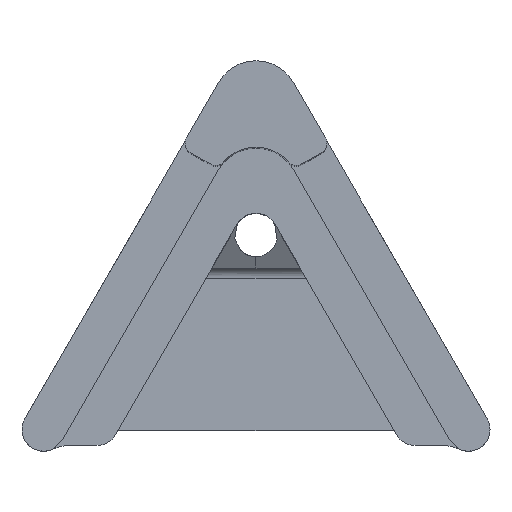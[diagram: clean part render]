
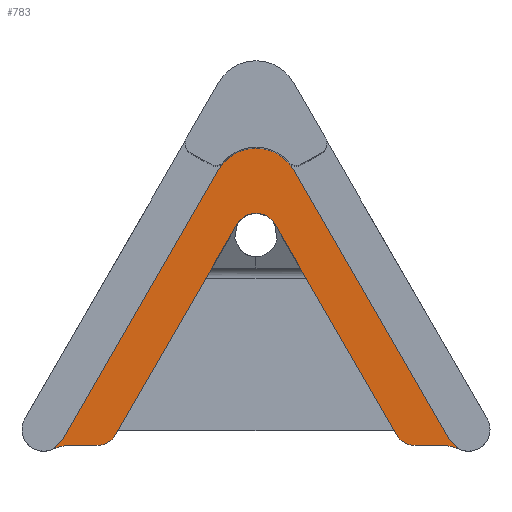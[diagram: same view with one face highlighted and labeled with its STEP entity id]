
A CAD part, top view. The second image highlights one B-rep face of the part: STEP entity #783.
In plain terms, the highlighted planar face has unit normal (0, 0, 1).
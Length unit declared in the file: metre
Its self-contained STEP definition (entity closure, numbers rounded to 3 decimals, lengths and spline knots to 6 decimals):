
#57=CIRCLE('',#853,0.004);
#58=CIRCLE('',#854,0.004);
#59=CIRCLE('',#855,0.002);
#60=CIRCLE('',#856,0.004);
#61=CIRCLE('',#857,0.002);
#62=CIRCLE('',#858,0.002);
#63=CIRCLE('',#859,0.002);
#64=CIRCLE('',#860,0.004);
#65=CIRCLE('',#861,0.002);
#66=CIRCLE('',#862,0.004);
#142=ORIENTED_EDGE('',*,*,#376,.F.);
#143=ORIENTED_EDGE('',*,*,#377,.T.);
#144=ORIENTED_EDGE('',*,*,#378,.F.);
#145=ORIENTED_EDGE('',*,*,#379,.T.);
#146=ORIENTED_EDGE('',*,*,#380,.F.);
#147=ORIENTED_EDGE('',*,*,#381,.T.);
#148=ORIENTED_EDGE('',*,*,#362,.T.);
#149=ORIENTED_EDGE('',*,*,#382,.T.);
#150=ORIENTED_EDGE('',*,*,#365,.F.);
#151=ORIENTED_EDGE('',*,*,#383,.T.);
#152=ORIENTED_EDGE('',*,*,#370,.F.);
#153=ORIENTED_EDGE('',*,*,#384,.T.);
#154=ORIENTED_EDGE('',*,*,#374,.T.);
#155=ORIENTED_EDGE('',*,*,#385,.T.);
#156=ORIENTED_EDGE('',*,*,#386,.F.);
#157=ORIENTED_EDGE('',*,*,#387,.T.);
#362=EDGE_CURVE('',#478,#479,#548,.T.);
#365=EDGE_CURVE('',#480,#481,#551,.T.);
#370=EDGE_CURVE('',#484,#485,#556,.T.);
#374=EDGE_CURVE('',#489,#488,#560,.T.);
#376=EDGE_CURVE('',#490,#491,#562,.T.);
#377=EDGE_CURVE('',#490,#492,#57,.T.);
#378=EDGE_CURVE('',#493,#492,#563,.T.);
#379=EDGE_CURVE('',#493,#494,#58,.F.);
#380=EDGE_CURVE('',#495,#494,#59,.F.);
#381=EDGE_CURVE('',#495,#478,#60,.F.);
#382=EDGE_CURVE('',#479,#481,#61,.T.);
#383=EDGE_CURVE('',#480,#485,#62,.F.);
#384=EDGE_CURVE('',#484,#489,#63,.T.);
#385=EDGE_CURVE('',#488,#496,#64,.F.);
#386=EDGE_CURVE('',#497,#496,#65,.F.);
#387=EDGE_CURVE('',#497,#491,#66,.F.);
#478=VERTEX_POINT('',#1249);
#479=VERTEX_POINT('',#1250);
#480=VERTEX_POINT('',#1255);
#481=VERTEX_POINT('',#1256);
#484=VERTEX_POINT('',#1264);
#485=VERTEX_POINT('',#1266);
#488=VERTEX_POINT('',#1273);
#489=VERTEX_POINT('',#1275);
#490=VERTEX_POINT('',#1279);
#491=VERTEX_POINT('',#1280);
#492=VERTEX_POINT('',#1282);
#493=VERTEX_POINT('',#1284);
#494=VERTEX_POINT('',#1286);
#495=VERTEX_POINT('',#1288);
#496=VERTEX_POINT('',#1294);
#497=VERTEX_POINT('',#1296);
#548=LINE('',#1248,#618);
#551=LINE('',#1254,#621);
#556=LINE('',#1265,#626);
#560=LINE('',#1274,#630);
#562=LINE('',#1278,#632);
#563=LINE('',#1283,#633);
#618=VECTOR('',#984,1.);
#621=VECTOR('',#989,1.);
#626=VECTOR('',#996,1.);
#630=VECTOR('',#1002,1.);
#632=VECTOR('',#1006,1.);
#633=VECTOR('',#1009,1.);
#672=EDGE_LOOP('',(#142,#143,#144,#145,#146,#147,#148,#149,#150,#151,#152,
#153,#154,#155,#156,#157));
#717=FACE_BOUND('',#672,.T.);
#761=PLANE('',#852);
#783=ADVANCED_FACE('',(#717),#761,.T.);
#852=AXIS2_PLACEMENT_3D('',#1277,#1004,#1005);
#853=AXIS2_PLACEMENT_3D('',#1281,#1007,#1008);
#854=AXIS2_PLACEMENT_3D('',#1285,#1010,#1011);
#855=AXIS2_PLACEMENT_3D('',#1287,#1012,#1013);
#856=AXIS2_PLACEMENT_3D('',#1289,#1014,#1015);
#857=AXIS2_PLACEMENT_3D('',#1290,#1016,#1017);
#858=AXIS2_PLACEMENT_3D('',#1291,#1018,#1019);
#859=AXIS2_PLACEMENT_3D('',#1292,#1020,#1021);
#860=AXIS2_PLACEMENT_3D('',#1293,#1022,#1023);
#861=AXIS2_PLACEMENT_3D('',#1295,#1024,#1025);
#862=AXIS2_PLACEMENT_3D('',#1297,#1026,#1027);
#984=DIRECTION('',(1.,0.,0.));
#989=DIRECTION('',(-0.5,-0.866,0.));
#996=DIRECTION('',(-0.5,0.866,0.));
#1002=DIRECTION('',(1.,0.,0.));
#1004=DIRECTION('',(0.,0.,1.));
#1005=DIRECTION('',(1.,0.,0.));
#1006=DIRECTION('',(0.5,-0.866,0.));
#1007=DIRECTION('',(0.,0.,1.));
#1008=DIRECTION('',(1.,0.,0.));
#1009=DIRECTION('',(0.5,0.866,0.));
#1010=DIRECTION('',(0.,0.,1.));
#1011=DIRECTION('',(1.,0.,0.));
#1012=DIRECTION('',(0.,0.,1.));
#1013=DIRECTION('',(1.,0.,0.));
#1014=DIRECTION('',(0.,0.,1.));
#1015=DIRECTION('',(1.,0.,0.));
#1016=DIRECTION('',(0.,0.,1.));
#1017=DIRECTION('',(1.,0.,0.));
#1018=DIRECTION('',(0.,0.,1.));
#1019=DIRECTION('',(1.,0.,0.));
#1020=DIRECTION('',(0.,0.,1.));
#1021=DIRECTION('',(1.,0.,0.));
#1022=DIRECTION('',(0.,0.,1.));
#1023=DIRECTION('',(1.,0.,0.));
#1024=DIRECTION('',(0.,0.,1.));
#1025=DIRECTION('',(1.,0.,0.));
#1026=DIRECTION('',(0.,0.,1.));
#1027=DIRECTION('',(1.,0.,0.));
#1248=CARTESIAN_POINT('',(-0.015877,-0.0105,0.006));
#1249=CARTESIAN_POINT('',(-0.017172,-0.0105,0.006));
#1250=CARTESIAN_POINT('',(-0.014722,-0.0105,0.006));
#1254=CARTESIAN_POINT('',(-0.006784,0.00125,0.006));
#1255=CARTESIAN_POINT('',(-0.001732,0.01,0.006));
#1256=CARTESIAN_POINT('',(-0.01299,-0.0095,0.006));
#1264=CARTESIAN_POINT('',(0.01299,-0.0095,0.006));
#1265=CARTESIAN_POINT('',(0.006784,0.00125,0.006));
#1266=CARTESIAN_POINT('',(0.001732,0.01,0.006));
#1273=CARTESIAN_POINT('',(0.017172,-0.0105,0.006));
#1274=CARTESIAN_POINT('',(0.015877,-0.0105,0.006));
#1275=CARTESIAN_POINT('',(0.014722,-0.0105,0.006));
#1277=CARTESIAN_POINT('',(0.,0.00525,0.006));
#1278=CARTESIAN_POINT('',(0.00682,0.009188,0.006));
#1279=CARTESIAN_POINT('',(0.003464,0.015,0.006));
#1280=CARTESIAN_POINT('',(0.017623,-0.009523,0.006));
#1281=CARTESIAN_POINT('',(0.,0.013,0.006));
#1282=CARTESIAN_POINT('',(-0.003464,0.015,0.006));
#1283=CARTESIAN_POINT('',(-0.00682,0.009188,0.006));
#1284=CARTESIAN_POINT('',(-0.017623,-0.009523,0.006));
#1285=CARTESIAN_POINT('',(-0.021087,-0.007523,0.006));
#1286=CARTESIAN_POINT('',(-0.018967,-0.010915,0.006));
#1287=CARTESIAN_POINT('',(-0.019651,-0.009036,0.006));
#1288=CARTESIAN_POINT('',(-0.018824,-0.010857,0.006));
#1289=CARTESIAN_POINT('',(-0.017172,-0.0145,0.006));
#1290=CARTESIAN_POINT('',(-0.014722,-0.0085,0.006));
#1291=CARTESIAN_POINT('',(0.,0.009,0.006));
#1292=CARTESIAN_POINT('',(0.014722,-0.0085,0.006));
#1293=CARTESIAN_POINT('',(0.017172,-0.0145,0.006));
#1294=CARTESIAN_POINT('',(0.018824,-0.010857,0.006));
#1295=CARTESIAN_POINT('',(0.019651,-0.009036,0.006));
#1296=CARTESIAN_POINT('',(0.018967,-0.010915,0.006));
#1297=CARTESIAN_POINT('',(0.021087,-0.007523,0.006));
